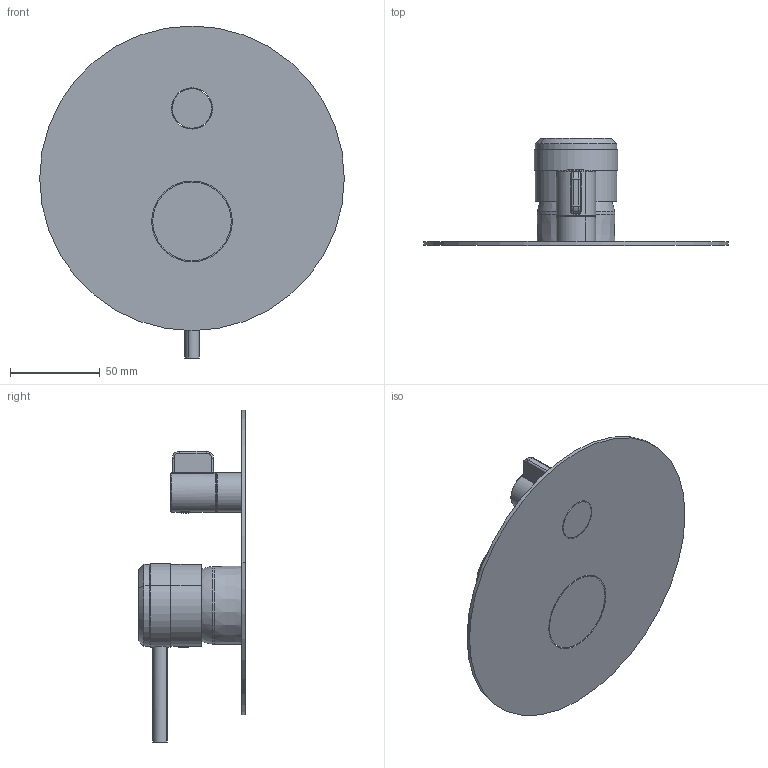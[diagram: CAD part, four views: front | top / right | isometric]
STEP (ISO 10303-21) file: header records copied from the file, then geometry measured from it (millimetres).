
FILE_DESCRIPTION(('CATIA V5 STEP Exchange','CAx-IF Rec.Pracs.--- Model Styling and Organization---1.5--- 2016-08-15','CAx-IF Rec.Pracs.---Supplemental Geometry---1.0---2011-11-01','CAx-IF Rec.Pracs.--- Composite Materials ---3.4---2017-06-13','CAx-IF Rec.Pracs.---Tessellated 3D Geometry---1.0---2015-12-17'),'2;1');
FILE_NAME('CR002300xx - rendering.stp','2024-02-01T13:48:29+00:00',('none'),('none'),'CATIA Version 5-6 Release 2020 SP2','CATIA V5 STEP AP242 v2','none');
FILE_SCHEMA(('AP242_MANAGED_MODEL_BASED_3D_ENGINEERING_MIM_LF {1 0 10303 442 1 1 4}'));
Length unit declared in the file: millimetre
Products named in the file (1): PR.0518.40_AllCATPart
Bounding box: 170 x 59.6 x 185.25 mm (x, y, z)
Volume: 152826.1 mm3; surface area: 60671.6 mm2
Topology: 3 solids, 3 shells, 136 faces, 318 edges, 192 vertices
Faces by surface type: cylinder 49, plane 24, torus 19, bspline 18, cone 16, sphere 8, revolution 2
Entity records: 4960 total; most frequent: CARTESIAN_POINT 2143, ORIENTED_EDGE 620, DIRECTION 365, EDGE_CURVE 310, AXIS2_PLACEMENT_3D 208, VERTEX_POINT 192, EDGE_LOOP 156, ADVANCED_FACE 136
